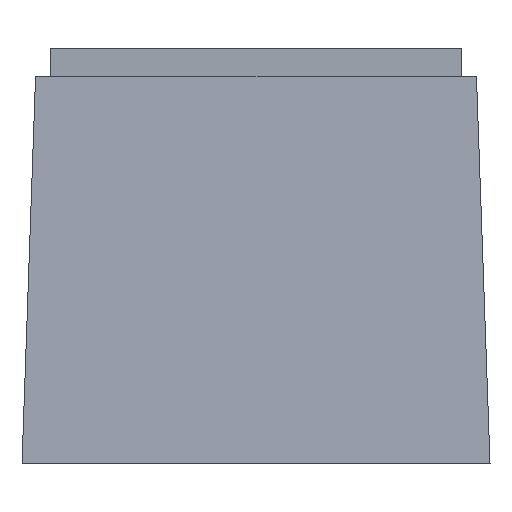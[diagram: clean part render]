
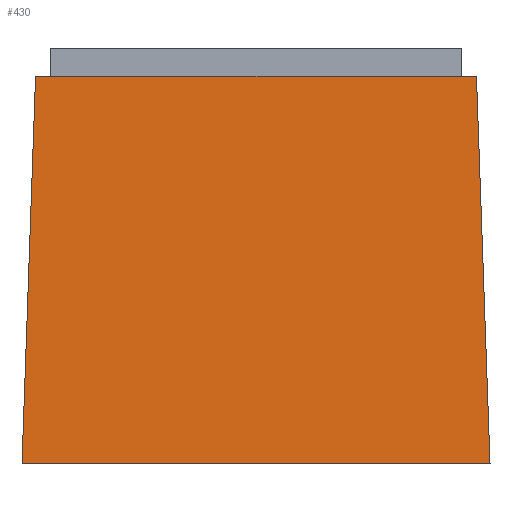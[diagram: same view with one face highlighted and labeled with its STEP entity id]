
A CAD part, left-side view. The second image highlights one B-rep face of the part: STEP entity #430.
In plain terms, the highlighted planar face has unit normal (-0.999, 0, 0.035).
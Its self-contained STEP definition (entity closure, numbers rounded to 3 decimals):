
#84=FACE_OUTER_BOUND('',#657,.T.);
#181=LINE('',#2724,#285);
#198=LINE('',#2759,#302);
#200=LINE('',#2763,#304);
#201=LINE('',#2764,#305);
#285=VECTOR('',#2050,1.);
#302=VECTOR('',#2079,1.);
#304=VECTOR('',#2083,1.);
#305=VECTOR('',#2084,1.);
#430=ADVANCED_FACE('',(#84),#538,.T.);
#538=PLANE('',#1967);
#657=EDGE_LOOP('',(#865,#866,#867,#868));
#865=ORIENTED_EDGE('',*,*,#1581,.F.);
#866=ORIENTED_EDGE('',*,*,#1561,.T.);
#867=ORIENTED_EDGE('',*,*,#1582,.F.);
#868=ORIENTED_EDGE('',*,*,#1579,.F.);
#1377=VERTEX_POINT('',#2719);
#1379=VERTEX_POINT('',#2723);
#1391=VERTEX_POINT('',#2758);
#1392=VERTEX_POINT('',#2760);
#1561=EDGE_CURVE('',#1377,#1379,#181,.T.);
#1579=EDGE_CURVE('',#1391,#1392,#198,.T.);
#1581=EDGE_CURVE('',#1377,#1391,#200,.T.);
#1582=EDGE_CURVE('',#1392,#1379,#201,.T.);
#1967=AXIS2_PLACEMENT_3D('',#2765,#2085,#2086);
#2050=DIRECTION('',(0.,-1.,0.));
#2079=DIRECTION('',(0.,-1.,0.));
#2083=DIRECTION('',(0.035,-0.035,0.999));
#2084=DIRECTION('',(-0.035,-0.035,-0.999));
#2085=DIRECTION('',(-0.999,0.,0.035));
#2086=DIRECTION('',(0.035,0.,0.999));
#2719=CARTESIAN_POINT('',(-9.957,9.957,-0.2));
#2723=CARTESIAN_POINT('',(-9.957,-9.957,-0.2));
#2724=CARTESIAN_POINT('',(-9.957,11.,-0.2));
#2758=CARTESIAN_POINT('',(-9.381,9.381,16.3));
#2759=CARTESIAN_POINT('',(-9.381,11.,16.3));
#2760=CARTESIAN_POINT('',(-9.381,-9.381,16.3));
#2763=CARTESIAN_POINT('',(-9.695,9.695,7.315));
#2764=CARTESIAN_POINT('',(-9.668,-9.668,8.082));
#2765=CARTESIAN_POINT('',(-9.693,11.,7.361));
